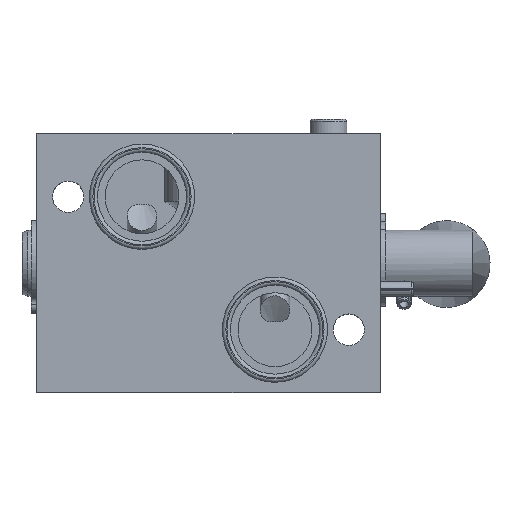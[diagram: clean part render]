
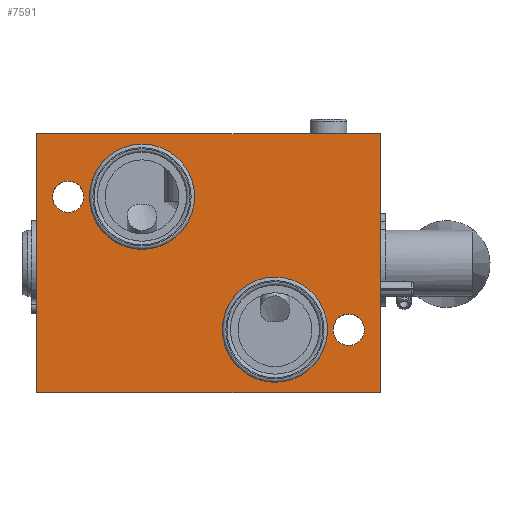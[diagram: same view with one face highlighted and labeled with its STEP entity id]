
A CAD part, top view. The second image highlights one B-rep face of the part: STEP entity #7591.
In plain terms, the highlighted planar face has unit normal (0, 0, 1).
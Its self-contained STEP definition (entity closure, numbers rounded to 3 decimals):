
#260=FACE_BOUND('',#2516,.T.);
#261=FACE_BOUND('',#2517,.T.);
#262=FACE_BOUND('',#2518,.T.);
#263=FACE_BOUND('',#2519,.T.);
#390=LINE('',#11815,#846);
#391=LINE('',#11817,#847);
#392=LINE('',#11819,#848);
#393=LINE('',#11820,#849);
#846=VECTOR('',#9590,10.);
#847=VECTOR('',#9591,10.);
#848=VECTOR('',#9592,10.);
#849=VECTOR('',#9593,10.);
#1283=PLANE('',#8329);
#1879=FACE_OUTER_BOUND('',#2515,.T.);
#2515=EDGE_LOOP('',(#5492,#5493,#5494,#5495));
#2516=EDGE_LOOP('',(#5496));
#2517=EDGE_LOOP('',(#5497));
#2518=EDGE_LOOP('',(#5498));
#2519=EDGE_LOOP('',(#5499));
#3121=CIRCLE('',#8300,14.25);
#3129=CIRCLE('',#8315,14.25);
#3137=CIRCLE('',#8330,4.25);
#3138=CIRCLE('',#8331,4.25);
#3469=VERTEX_POINT('',#11767);
#3477=VERTEX_POINT('',#11790);
#3485=VERTEX_POINT('',#11813);
#3486=VERTEX_POINT('',#11814);
#3487=VERTEX_POINT('',#11816);
#3488=VERTEX_POINT('',#11818);
#3489=VERTEX_POINT('',#11821);
#3490=VERTEX_POINT('',#11823);
#4227=EDGE_CURVE('',#3469,#3469,#3121,.T.);
#4235=EDGE_CURVE('',#3477,#3477,#3129,.T.);
#4243=EDGE_CURVE('',#3485,#3486,#390,.T.);
#4244=EDGE_CURVE('',#3487,#3485,#391,.T.);
#4245=EDGE_CURVE('',#3488,#3487,#392,.T.);
#4246=EDGE_CURVE('',#3486,#3488,#393,.T.);
#4247=EDGE_CURVE('',#3489,#3489,#3137,.T.);
#4248=EDGE_CURVE('',#3490,#3490,#3138,.T.);
#5492=ORIENTED_EDGE('',*,*,#4243,.F.);
#5493=ORIENTED_EDGE('',*,*,#4244,.F.);
#5494=ORIENTED_EDGE('',*,*,#4245,.F.);
#5495=ORIENTED_EDGE('',*,*,#4246,.F.);
#5496=ORIENTED_EDGE('',*,*,#4247,.T.);
#5497=ORIENTED_EDGE('',*,*,#4248,.T.);
#5498=ORIENTED_EDGE('',*,*,#4235,.T.);
#5499=ORIENTED_EDGE('',*,*,#4227,.T.);
#7591=ADVANCED_FACE('',(#1879,#260,#261,#262,#263),#1283,.T.);
#8300=AXIS2_PLACEMENT_3D('',#11768,#9530,#9531);
#8315=AXIS2_PLACEMENT_3D('',#11791,#9560,#9561);
#8329=AXIS2_PLACEMENT_3D('',#11812,#9588,#9589);
#8330=AXIS2_PLACEMENT_3D('',#11822,#9594,#9595);
#8331=AXIS2_PLACEMENT_3D('',#11824,#9596,#9597);
#9530=DIRECTION('center_axis',(0.,0.,-1.));
#9531=DIRECTION('ref_axis',(1.,0.,0.));
#9560=DIRECTION('center_axis',(0.,0.,-1.));
#9561=DIRECTION('ref_axis',(1.,0.,0.));
#9588=DIRECTION('center_axis',(0.,0.,1.));
#9589=DIRECTION('ref_axis',(1.,0.,0.));
#9590=DIRECTION('',(0.,1.,0.));
#9591=DIRECTION('',(-1.,0.,0.));
#9592=DIRECTION('',(0.,-1.,0.));
#9593=DIRECTION('',(1.,0.,0.));
#9594=DIRECTION('center_axis',(0.,0.,-1.));
#9595=DIRECTION('ref_axis',(1.,0.,0.));
#9596=DIRECTION('center_axis',(0.,0.,-1.));
#9597=DIRECTION('ref_axis',(1.,0.,0.));
#11767=CARTESIAN_POINT('',(50.868,-36.,38.));
#11768=CARTESIAN_POINT('Origin',(36.618,-36.,38.));
#11790=CARTESIAN_POINT('',(14.868,0.,38.));
#11791=CARTESIAN_POINT('Origin',(0.618,0.,
38.));
#11812=CARTESIAN_POINT('Origin',(18.618,-18.,38.));
#11813=CARTESIAN_POINT('',(-27.882,-53.,38.));
#11814=CARTESIAN_POINT('',(-27.882,17.,38.));
#11815=CARTESIAN_POINT('',(-27.882,17.,38.));
#11816=CARTESIAN_POINT('',(65.118,-53.,38.));
#11817=CARTESIAN_POINT('',(-27.882,-53.,38.));
#11818=CARTESIAN_POINT('',(65.118,17.,38.));
#11819=CARTESIAN_POINT('',(65.118,-53.,38.));
#11820=CARTESIAN_POINT('',(65.118,17.,38.));
#11821=CARTESIAN_POINT('',(-15.132,0.,38.));
#11822=CARTESIAN_POINT('Origin',(-19.382,0.,
38.));
#11823=CARTESIAN_POINT('',(60.868,-36.,38.));
#11824=CARTESIAN_POINT('Origin',(56.618,-36.,38.));
